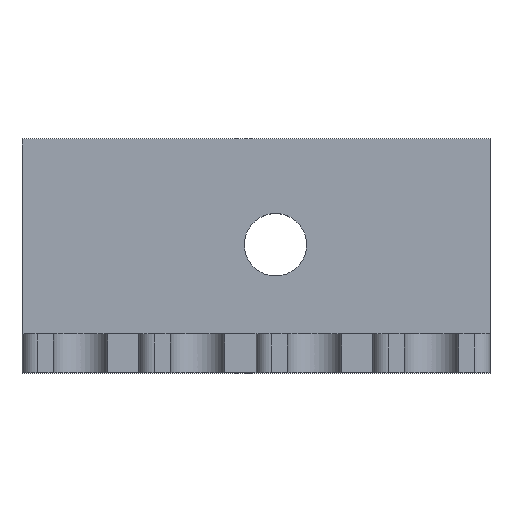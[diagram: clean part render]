
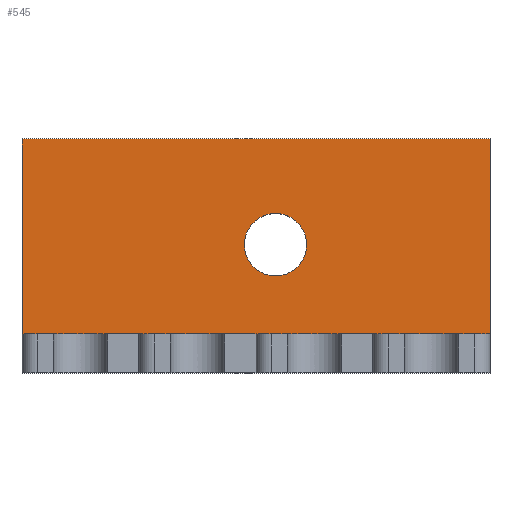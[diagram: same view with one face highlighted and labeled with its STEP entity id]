
A CAD part, top view. The second image highlights one B-rep face of the part: STEP entity #545.
In plain terms, the highlighted planar face has unit normal (0, 0, 1).
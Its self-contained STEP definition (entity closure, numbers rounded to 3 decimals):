
#15=FACE_BOUND('',#84,.T.);
#28=PLANE('',#605);
#55=FACE_OUTER_BOUND('',#83,.T.);
#83=EDGE_LOOP('',(#477,#478,#479,#480));
#84=EDGE_LOOP('',(#481));
#125=LINE('',#874,#183);
#142=LINE('',#907,#200);
#143=LINE('',#909,#201);
#144=LINE('',#910,#202);
#183=VECTOR('',#697,10.);
#200=VECTOR('',#744,10.);
#201=VECTOR('',#745,10.);
#202=VECTOR('',#746,10.);
#227=CIRCLE('',#606,4.);
#273=VERTEX_POINT('',#871);
#274=VERTEX_POINT('',#873);
#275=VERTEX_POINT('',#906);
#276=VERTEX_POINT('',#908);
#277=VERTEX_POINT('',#911);
#331=EDGE_CURVE('',#274,#273,#125,.T.);
#348=EDGE_CURVE('',#273,#275,#142,.T.);
#349=EDGE_CURVE('',#275,#276,#143,.T.);
#350=EDGE_CURVE('',#276,#274,#144,.T.);
#351=EDGE_CURVE('',#277,#277,#227,.T.);
#477=ORIENTED_EDGE('',*,*,#331,.T.);
#478=ORIENTED_EDGE('',*,*,#348,.T.);
#479=ORIENTED_EDGE('',*,*,#349,.T.);
#480=ORIENTED_EDGE('',*,*,#350,.T.);
#481=ORIENTED_EDGE('',*,*,#351,.T.);
#545=ADVANCED_FACE('',(#55,#15),#28,.T.);
#605=AXIS2_PLACEMENT_3D('',#905,#742,#743);
#606=AXIS2_PLACEMENT_3D('',#912,#747,#748);
#697=DIRECTION('',(1.,0.,0.));
#742=DIRECTION('center_axis',(0.,0.,1.));
#743=DIRECTION('ref_axis',(0.,-1.,0.));
#744=DIRECTION('',(0.,1.,0.));
#745=DIRECTION('',(-1.,0.,0.));
#746=DIRECTION('',(0.,-1.,0.));
#747=DIRECTION('center_axis',(0.,0.,-1.));
#748=DIRECTION('ref_axis',(-1.,0.,0.));
#871=CARTESIAN_POINT('',(477.5,538.557,34.));
#873=CARTESIAN_POINT('',(417.5,538.557,34.));
#874=CARTESIAN_POINT('',(434.375,538.557,34.));
#905=CARTESIAN_POINT('Origin',(443.75,548.557,34.));
#906=CARTESIAN_POINT('',(477.5,563.557,34.));
#907=CARTESIAN_POINT('',(477.5,548.557,34.));
#908=CARTESIAN_POINT('',(417.5,563.557,34.));
#909=CARTESIAN_POINT('',(443.75,563.557,34.));
#910=CARTESIAN_POINT('',(417.5,548.557,34.));
#911=CARTESIAN_POINT('',(454.,550.,34.));
#912=CARTESIAN_POINT('Origin',(450.,550.,34.));
